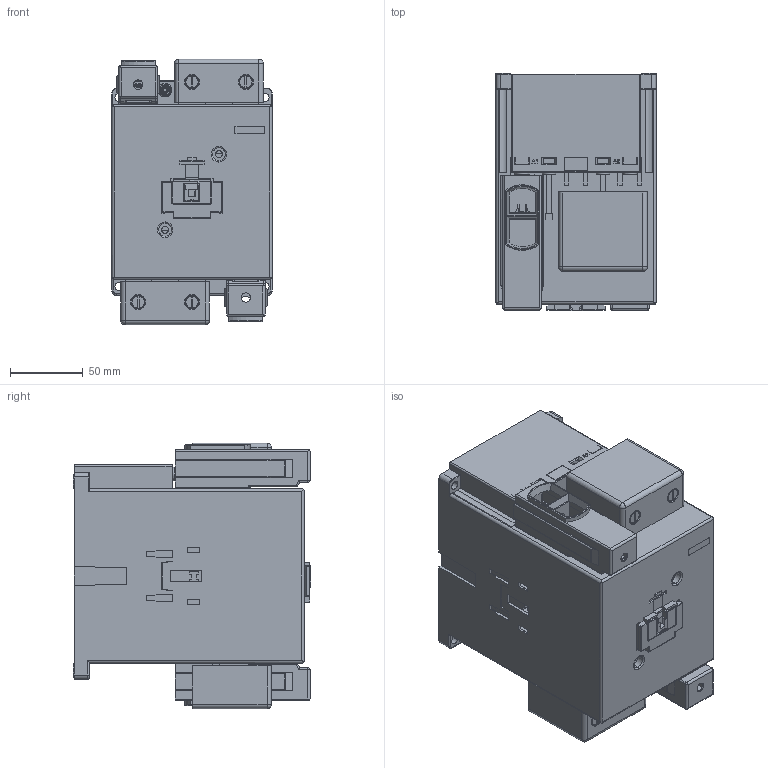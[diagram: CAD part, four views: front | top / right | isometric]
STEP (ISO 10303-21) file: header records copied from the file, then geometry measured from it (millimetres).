
FILE_DESCRIPTION(('Creo Elements/Direct Modeling STEP Export'),'2;1');
FILE_NAME('MPV150_240-S-00.stp','2015-09-08T12:15:17',('IMO'),(''),'Creo Elements/Direct Modeling STEP processor for AP214 (Solid Model)','Creo Elements/Direct Modeling 18.1A 09-Jun-2012 (C) Parametric Technology GmbH','');
FILE_SCHEMA(('AUTOMOTIVE_DESIGN { 1 0 10303 214 1 1 1 1 }'));
Products named in the file (2): MPV150_240-S-00
Assembly tree (1 placements, depth 2):
  MPV150_240-S-00
    MPV150_240-S-00
Bounding box: 110 x 163 x 182.2 mm (x, y, z)
Volume: 765185 mm3; surface area: 481281 mm2
Topology: 1 solids, 25 shells, 4429 faces, 12460 edges, 8063 vertices
Faces by surface type: plane 3111, cylinder 1049, cone 117, torus 106, sphere 26, bspline 12, extrusion 8
Entity records: 145662 total; most frequent: CARTESIAN_POINT 34032, ORIENTED_EDGE 24884, DIRECTION 21202, EDGE_CURVE 12426, VECTOR 9310, LINE 9302, VERTEX_POINT 8063, AXIS2_PLACEMENT_3D 5946
